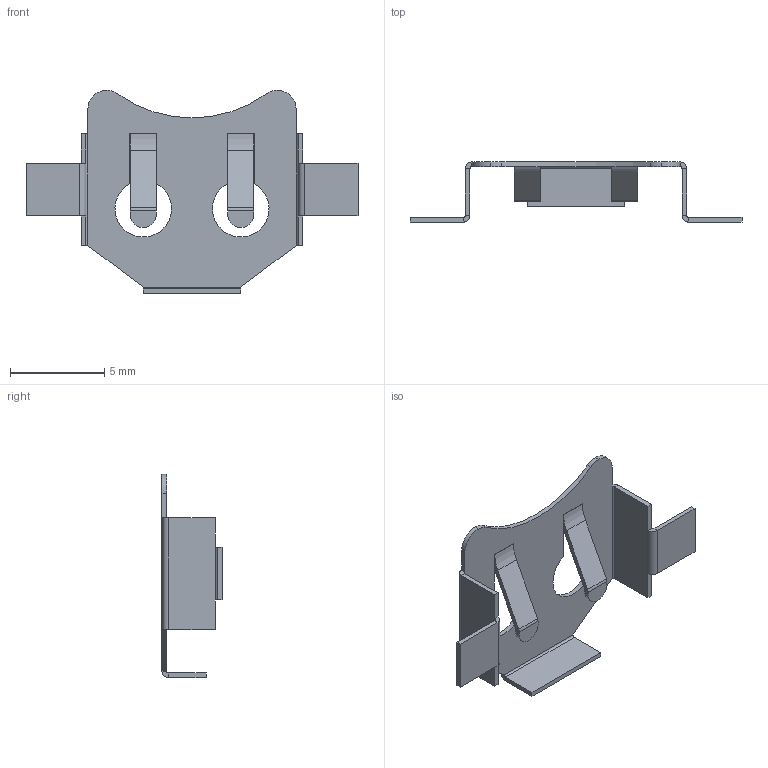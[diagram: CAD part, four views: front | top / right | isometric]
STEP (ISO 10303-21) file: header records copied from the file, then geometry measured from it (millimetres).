
FILE_DESCRIPTION (( 'STEP AP214' ), '1' );
FILE_NAME ('BK-870.STEP', '2019-10-26T06:48:12', ( '' ), ( '' ), 'SwSTEP 2.0', 'SolidWorks 2017', '' );
FILE_SCHEMA (( 'AUTOMOTIVE_DESIGN' ));
Length unit declared in the file: millimetre
Products named in the file (1): BK-870
Bounding box: 17.58 x 3.18 x 10.77 mm (x, y, z)
Volume: 39.1 mm3; surface area: 343.7 mm2
Topology: 3 solids, 3 shells, 104 faces, 230 edges, 132 vertices
Faces by surface type: plane 75, cylinder 29
Entity records: 2840 total; most frequent: DIRECTION 498, CARTESIAN_POINT 467, ORIENTED_EDGE 460, EDGE_CURVE 230, LINE 172, VECTOR 172, AXIS2_PLACEMENT_3D 163, VERTEX_POINT 132
